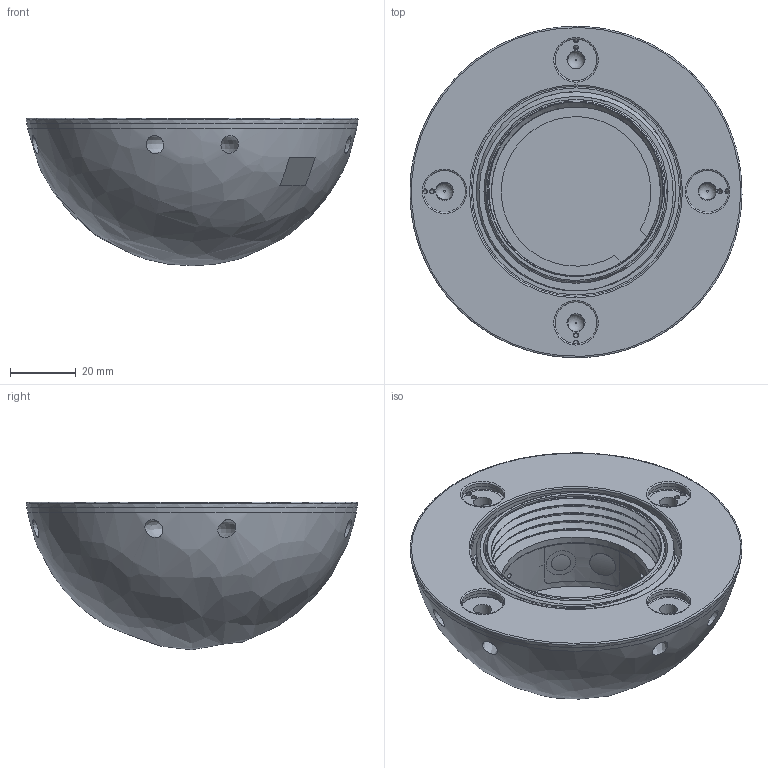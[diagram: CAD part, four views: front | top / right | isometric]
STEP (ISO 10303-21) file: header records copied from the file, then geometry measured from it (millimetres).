
FILE_DESCRIPTION(('HOOPS Exchange Step'),'2;1');
FILE_NAME('temp_export','2024-11-25T16:19:36-05:00',('sammyoge'),('Shapr3D Limited'),'HOOPS Exchange 2024.2','Shapr3D','Authorized');
FILE_SCHEMA( ('AP242_MANAGED_MODEL_BASED_3D_ENGINEERING_MIM_LF {1 0 10303 442 1 1 4 }') );
Length unit declared in the file: millimetre
Products named in the file (10): Bottom Sphere Shaft Receiver; Extra; Shaft; Sketches; BS Lower; BS Body; Bottom Sphere; Sphere Cutouts (1); Prime; root
Assembly tree (9 placements, depth 6):
  root
    Shaft
      Bottom Sphere Shaft Receiver
      Extra
    Prime
      Sphere Cutouts (1)
        Bottom Sphere
          Sketches
          BS Body
            BS Lower
Bounding box: 101.01 x 100.79 x 44.93 mm (x, y, z)
Volume: 128930 mm3; surface area: 65829.1 mm2
Topology: 5 solids, 5 shells, 144 faces, 413 edges, 283 vertices
Faces by surface type: bspline 46, cylinder 43, plane 30, torus 24, sphere 1
Full cylindrical faces by diameter (mm): 5.5 x4, 12.75 x4, 14 x4, 54.9 x1, 56 x2, 57 x1, 63 x1, 64 x3, 69.8 x1, 72.8 x1
Entity records: 27209 total; most frequent: CARTESIAN_POINT 23466, ORIENTED_EDGE 824, DIRECTION 604, EDGE_CURVE 412, VERTEX_POINT 283, AXIS2_PLACEMENT_3D 275, EDGE_LOOP 209, FACE_BOUND 209
